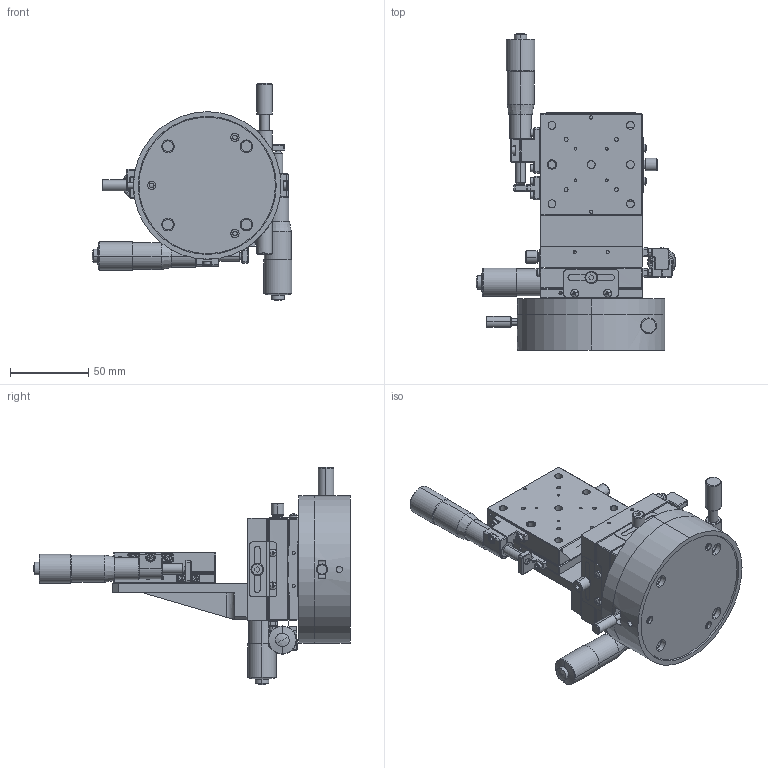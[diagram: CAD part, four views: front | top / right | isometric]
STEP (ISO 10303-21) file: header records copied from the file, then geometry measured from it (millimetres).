
FILE_DESCRIPTION (( 'STEP AP203' ), '1' );
FILE_NAME ('GCM-910403M.STEP', '2019-05-28T07:48:44', ( '' ), ( '' ), 'SwSTEP 2.0', 'SolidWorks 2015', '' );
FILE_SCHEMA (( 'CONFIG_CONTROL_DESIGN' ));
Length unit declared in the file: millimetre
Products named in the file (1): GCM-910403M
Bounding box: 127.37 x 201.74 x 138.37 mm (x, y, z)
Surface area: 125176.4 mm2 (no closed solid volume)
Topology: 0 solids, 68 shells, 999 faces, 3045 edges, 2073 vertices
Faces by surface type: plane 446, cylinder 347, cone 159, bspline 47
Entity records: 39762 total; most frequent: CARTESIAN_POINT 13036, DIRECTION 5544, ORIENTED_EDGE 5011, EDGE_CURVE 3024, VERTEX_POINT 2073, AXIS2_PLACEMENT_3D 1941, LINE 1662, VECTOR 1662
